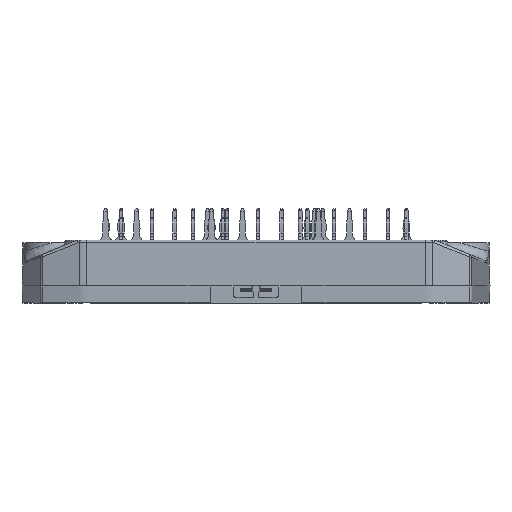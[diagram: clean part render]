
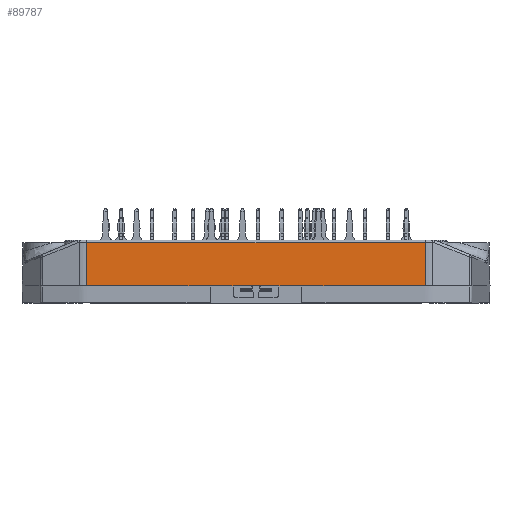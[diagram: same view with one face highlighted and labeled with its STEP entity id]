
A CAD part, front view. The second image highlights one B-rep face of the part: STEP entity #89787.
In plain terms, the highlighted planar face has unit normal (0, -1, 0.026).
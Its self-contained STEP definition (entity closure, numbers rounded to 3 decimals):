
#12779=ORIENTED_EDGE('',*,*,#29606,.F.);
#12780=ORIENTED_EDGE('',*,*,#29603,.T.);
#12781=ORIENTED_EDGE('',*,*,#29832,.F.);
#12782=ORIENTED_EDGE('',*,*,#29074,.F.);
#12783=ORIENTED_EDGE('',*,*,#29079,.T.);
#12784=ORIENTED_EDGE('',*,*,#29532,.T.);
#12785=ORIENTED_EDGE('',*,*,#29833,.T.);
#12786=ORIENTED_EDGE('',*,*,#29826,.F.);
#12787=ORIENTED_EDGE('',*,*,#29834,.T.);
#12788=ORIENTED_EDGE('',*,*,#29835,.F.);
#12789=ORIENTED_EDGE('',*,*,#29836,.F.);
#12790=ORIENTED_EDGE('',*,*,#29837,.F.);
#29074=EDGE_CURVE('',#37575,#37571,#43552,.F.);
#29079=EDGE_CURVE('',#37575,#37580,#43556,.T.);
#29532=EDGE_CURVE('',#37580,#37880,#43765,.T.);
#29603=EDGE_CURVE('',#37925,#37921,#43803,.F.);
#29606=EDGE_CURVE('',#37925,#37929,#43806,.T.);
#29826=EDGE_CURVE('',#37508,#37726,#43912,.T.);
#29832=EDGE_CURVE('',#37571,#37921,#43918,.T.);
#29833=EDGE_CURVE('',#37880,#37726,#43919,.T.);
#29834=EDGE_CURVE('',#37508,#37506,#43920,.T.);
#29835=EDGE_CURVE('',#38070,#37506,#43921,.T.);
#29836=EDGE_CURVE('',#38072,#38070,#43922,.T.);
#29837=EDGE_CURVE('',#37929,#38072,#43923,.T.);
#37506=VERTEX_POINT('',#126034);
#37508=VERTEX_POINT('',#126039);
#37571=VERTEX_POINT('',#126394);
#37575=VERTEX_POINT('',#126406);
#37580=VERTEX_POINT('',#126417);
#37726=VERTEX_POINT('',#127328);
#37880=VERTEX_POINT('',#128378);
#37921=VERTEX_POINT('',#128692);
#37925=VERTEX_POINT('',#128704);
#37929=VERTEX_POINT('',#128714);
#38070=VERTEX_POINT('',#129629);
#38072=VERTEX_POINT('',#129642);
#43552=LINE('',#126408,#49613);
#43556=LINE('',#126418,#49617);
#43765=LINE('',#128379,#49826);
#43803=LINE('',#128707,#49864);
#43806=LINE('',#128713,#49867);
#43912=LINE('',#129624,#49973);
#43918=LINE('',#129637,#49979);
#43919=LINE('',#129638,#49980);
#43920=LINE('',#129639,#49981);
#43921=LINE('',#129640,#49982);
#43922=LINE('',#129641,#49983);
#43923=LINE('',#129643,#49984);
#49613=VECTOR('',#105505,1000.);
#49617=VECTOR('',#105513,1000.);
#49826=VECTOR('',#106258,1000.);
#49864=VECTOR('',#106374,1000.);
#49867=VECTOR('',#106379,1000.);
#49973=VECTOR('',#106727,1000.);
#49979=VECTOR('',#106741,1000.);
#49980=VECTOR('',#106742,1000.);
#49981=VECTOR('',#106743,1000.);
#49982=VECTOR('',#106744,1000.);
#49983=VECTOR('',#106745,1000.);
#49984=VECTOR('',#106746,1000.);
#55278=EDGE_LOOP('',(#12779,#12780,#12781,#12782,#12783,#12784,#12785,#12786,
#12787,#12788,#12789,#12790));
#59051=FACE_BOUND('',#55278,.T.);
#61870=PLANE('',#94838);
#89787=ADVANCED_FACE('',(#59051),#61870,.T.);
#94838=AXIS2_PLACEMENT_3D('',#129636,#106739,#106740);
#105505=DIRECTION('',(-0.006,-0.026,-1.));
#105513=DIRECTION('',(1.,0.,0.));
#106258=DIRECTION('',(1.,0.,0.));
#106374=DIRECTION('',(0.006,-0.026,-1.));
#106379=DIRECTION('',(-1.,0.,0.));
#106727=DIRECTION('',(-1.,0.,0.));
#106739=DIRECTION('',(0.,-1.,0.026));
#106740=DIRECTION('',(0.,0.026,1.));
#106741=DIRECTION('',(1.,0.,0.));
#106742=DIRECTION('',(1.,0.,0.));
#106743=DIRECTION('',(1.,0.,0.));
#106744=DIRECTION('',(-1.,0.,0.));
#106745=DIRECTION('',(-1.,0.,0.));
#106746=DIRECTION('',(-1.,0.,0.));
#126034=CARTESIAN_POINT('',(0.827,-30.776,2.02));
#126039=CARTESIAN_POINT('',(-0.827,-30.776,2.02));
#126394=CARTESIAN_POINT('',(-29.469,-30.58,9.533));
#126406=CARTESIAN_POINT('',(-29.513,-30.776,2.02));
#126408=CARTESIAN_POINT('',(-29.512,-30.775,2.087));
#126417=CARTESIAN_POINT('',(-29.513,-30.776,2.02));
#126418=CARTESIAN_POINT('',(-17.961,-30.776,2.02));
#127328=CARTESIAN_POINT('',(-4.,-30.776,2.02));
#128378=CARTESIAN_POINT('',(-8.,-30.776,2.02));
#128379=CARTESIAN_POINT('',(-17.961,-30.776,2.02));
#128692=CARTESIAN_POINT('',(29.469,-30.58,9.533));
#128704=CARTESIAN_POINT('',(29.513,-30.776,2.02));
#128707=CARTESIAN_POINT('',(29.512,-30.775,2.087));
#128713=CARTESIAN_POINT('',(17.961,-30.776,2.02));
#128714=CARTESIAN_POINT('',(29.513,-30.776,2.02));
#129624=CARTESIAN_POINT('',(-17.961,-30.776,2.02));
#129629=CARTESIAN_POINT('',(4.,-30.776,2.02));
#129636=CARTESIAN_POINT('',(17.961,-30.776,2.02));
#129637=CARTESIAN_POINT('',(27.533,-30.58,9.533));
#129638=CARTESIAN_POINT('',(-17.961,-30.776,2.02));
#129639=CARTESIAN_POINT('',(-0.65,-30.776,2.02));
#129640=CARTESIAN_POINT('',(-17.961,-30.776,2.02));
#129641=CARTESIAN_POINT('',(17.961,-30.776,2.02));
#129642=CARTESIAN_POINT('',(8.,-30.776,2.02));
#129643=CARTESIAN_POINT('',(17.961,-30.776,2.02));
